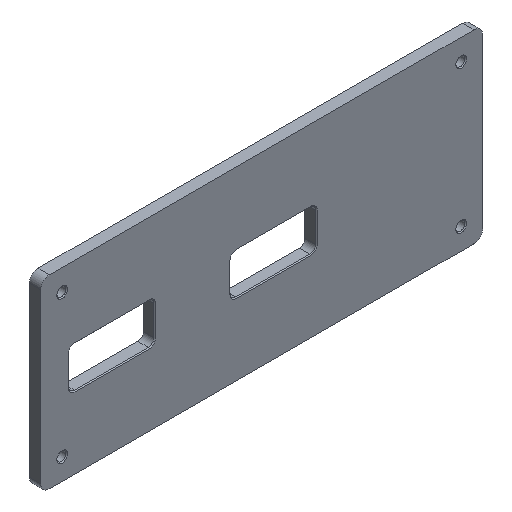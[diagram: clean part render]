
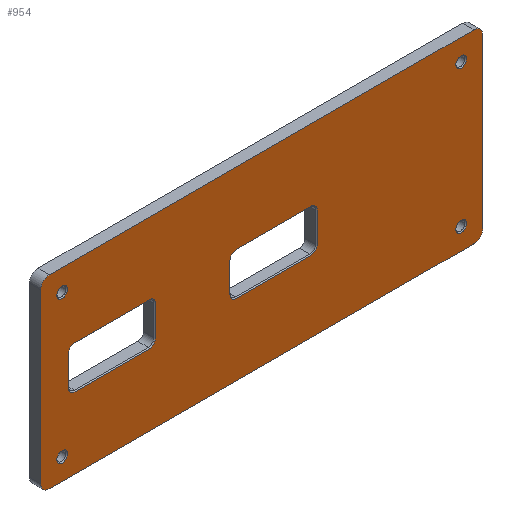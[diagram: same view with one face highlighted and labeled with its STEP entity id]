
A CAD part, isometric view. The second image highlights one B-rep face of the part: STEP entity #954.
In plain terms, the highlighted planar face has unit normal (0, -1, 0).
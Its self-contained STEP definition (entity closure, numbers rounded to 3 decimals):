
#35=FACE_BOUND('',#137,.T.);
#36=FACE_BOUND('',#138,.T.);
#37=FACE_BOUND('',#139,.T.);
#38=FACE_BOUND('',#140,.T.);
#39=FACE_BOUND('',#141,.T.);
#40=FACE_BOUND('',#142,.T.);
#51=PLANE('',#1038);
#78=FACE_OUTER_BOUND('',#136,.T.);
#136=EDGE_LOOP('',(#666,#667,#668,#669,#670,#671,#672,#673));
#137=EDGE_LOOP('',(#674));
#138=EDGE_LOOP('',(#675,#676,#677,#678,#679,#680,#681,#682));
#139=EDGE_LOOP('',(#683));
#140=EDGE_LOOP('',(#684,#685,#686,#687,#688,#689,#690,#691));
#141=EDGE_LOOP('',(#692));
#142=EDGE_LOOP('',(#693));
#210=LINE('',#1476,#294);
#211=LINE('',#1480,#295);
#212=LINE('',#1484,#296);
#213=LINE('',#1487,#297);
#214=LINE('',#1494,#298);
#215=LINE('',#1498,#299);
#216=LINE('',#1502,#300);
#217=LINE('',#1505,#301);
#218=LINE('',#1510,#302);
#219=LINE('',#1514,#303);
#220=LINE('',#1518,#304);
#221=LINE('',#1522,#305);
#294=VECTOR('',#1163,10.);
#295=VECTOR('',#1166,10.);
#296=VECTOR('',#1169,10.);
#297=VECTOR('',#1172,10.);
#298=VECTOR('',#1177,10.);
#299=VECTOR('',#1180,10.);
#300=VECTOR('',#1183,10.);
#301=VECTOR('',#1186,10.);
#302=VECTOR('',#1189,10.);
#303=VECTOR('',#1192,10.);
#304=VECTOR('',#1195,10.);
#305=VECTOR('',#1198,10.);
#377=CIRCLE('',#1035,1.9);
#380=CIRCLE('',#1039,3.);
#381=CIRCLE('',#1040,3.);
#382=CIRCLE('',#1041,3.);
#383=CIRCLE('',#1042,3.);
#384=CIRCLE('',#1043,1.9);
#385=CIRCLE('',#1044,2.3);
#386=CIRCLE('',#1045,2.3);
#387=CIRCLE('',#1046,2.3);
#388=CIRCLE('',#1047,2.3);
#389=CIRCLE('',#1048,1.9);
#390=CIRCLE('',#1049,2.3);
#391=CIRCLE('',#1050,2.3);
#392=CIRCLE('',#1051,2.3);
#393=CIRCLE('',#1052,2.3);
#394=CIRCLE('',#1053,1.9);
#433=VERTEX_POINT('',#1464);
#436=VERTEX_POINT('',#1472);
#437=VERTEX_POINT('',#1473);
#438=VERTEX_POINT('',#1475);
#439=VERTEX_POINT('',#1477);
#440=VERTEX_POINT('',#1479);
#441=VERTEX_POINT('',#1481);
#442=VERTEX_POINT('',#1483);
#443=VERTEX_POINT('',#1485);
#444=VERTEX_POINT('',#1488);
#445=VERTEX_POINT('',#1490);
#446=VERTEX_POINT('',#1491);
#447=VERTEX_POINT('',#1493);
#448=VERTEX_POINT('',#1495);
#449=VERTEX_POINT('',#1497);
#450=VERTEX_POINT('',#1499);
#451=VERTEX_POINT('',#1501);
#452=VERTEX_POINT('',#1503);
#453=VERTEX_POINT('',#1506);
#454=VERTEX_POINT('',#1508);
#455=VERTEX_POINT('',#1509);
#456=VERTEX_POINT('',#1511);
#457=VERTEX_POINT('',#1513);
#458=VERTEX_POINT('',#1515);
#459=VERTEX_POINT('',#1517);
#460=VERTEX_POINT('',#1519);
#461=VERTEX_POINT('',#1521);
#462=VERTEX_POINT('',#1524);
#521=EDGE_CURVE('',#433,#433,#377,.T.);
#525=EDGE_CURVE('',#436,#437,#380,.T.);
#526=EDGE_CURVE('',#438,#436,#210,.T.);
#527=EDGE_CURVE('',#439,#438,#381,.T.);
#528=EDGE_CURVE('',#440,#439,#211,.T.);
#529=EDGE_CURVE('',#441,#440,#382,.T.);
#530=EDGE_CURVE('',#442,#441,#212,.T.);
#531=EDGE_CURVE('',#443,#442,#383,.T.);
#532=EDGE_CURVE('',#437,#443,#213,.T.);
#533=EDGE_CURVE('',#444,#444,#384,.T.);
#534=EDGE_CURVE('',#445,#446,#385,.T.);
#535=EDGE_CURVE('',#447,#445,#214,.T.);
#536=EDGE_CURVE('',#448,#447,#386,.T.);
#537=EDGE_CURVE('',#449,#448,#215,.T.);
#538=EDGE_CURVE('',#450,#449,#387,.T.);
#539=EDGE_CURVE('',#451,#450,#216,.T.);
#540=EDGE_CURVE('',#452,#451,#388,.T.);
#541=EDGE_CURVE('',#446,#452,#217,.T.);
#542=EDGE_CURVE('',#453,#453,#389,.T.);
#543=EDGE_CURVE('',#454,#455,#218,.T.);
#544=EDGE_CURVE('',#456,#454,#390,.T.);
#545=EDGE_CURVE('',#457,#456,#219,.T.);
#546=EDGE_CURVE('',#458,#457,#391,.T.);
#547=EDGE_CURVE('',#459,#458,#220,.T.);
#548=EDGE_CURVE('',#460,#459,#392,.T.);
#549=EDGE_CURVE('',#461,#460,#221,.T.);
#550=EDGE_CURVE('',#455,#461,#393,.T.);
#551=EDGE_CURVE('',#462,#462,#394,.T.);
#666=ORIENTED_EDGE('',*,*,#525,.F.);
#667=ORIENTED_EDGE('',*,*,#526,.F.);
#668=ORIENTED_EDGE('',*,*,#527,.F.);
#669=ORIENTED_EDGE('',*,*,#528,.F.);
#670=ORIENTED_EDGE('',*,*,#529,.F.);
#671=ORIENTED_EDGE('',*,*,#530,.F.);
#672=ORIENTED_EDGE('',*,*,#531,.F.);
#673=ORIENTED_EDGE('',*,*,#532,.F.);
#674=ORIENTED_EDGE('',*,*,#533,.F.);
#675=ORIENTED_EDGE('',*,*,#534,.F.);
#676=ORIENTED_EDGE('',*,*,#535,.F.);
#677=ORIENTED_EDGE('',*,*,#536,.F.);
#678=ORIENTED_EDGE('',*,*,#537,.F.);
#679=ORIENTED_EDGE('',*,*,#538,.F.);
#680=ORIENTED_EDGE('',*,*,#539,.F.);
#681=ORIENTED_EDGE('',*,*,#540,.F.);
#682=ORIENTED_EDGE('',*,*,#541,.F.);
#683=ORIENTED_EDGE('',*,*,#542,.F.);
#684=ORIENTED_EDGE('',*,*,#543,.F.);
#685=ORIENTED_EDGE('',*,*,#544,.F.);
#686=ORIENTED_EDGE('',*,*,#545,.F.);
#687=ORIENTED_EDGE('',*,*,#546,.F.);
#688=ORIENTED_EDGE('',*,*,#547,.F.);
#689=ORIENTED_EDGE('',*,*,#548,.F.);
#690=ORIENTED_EDGE('',*,*,#549,.F.);
#691=ORIENTED_EDGE('',*,*,#550,.F.);
#692=ORIENTED_EDGE('',*,*,#551,.F.);
#693=ORIENTED_EDGE('',*,*,#521,.F.);
#954=ADVANCED_FACE('',(#78,#35,#36,#37,#38,#39,#40),#51,.F.);
#1035=AXIS2_PLACEMENT_3D('',#1465,#1152,#1153);
#1038=AXIS2_PLACEMENT_3D('',#1471,#1159,#1160);
#1039=AXIS2_PLACEMENT_3D('',#1474,#1161,#1162);
#1040=AXIS2_PLACEMENT_3D('',#1478,#1164,#1165);
#1041=AXIS2_PLACEMENT_3D('',#1482,#1167,#1168);
#1042=AXIS2_PLACEMENT_3D('',#1486,#1170,#1171);
#1043=AXIS2_PLACEMENT_3D('',#1489,#1173,#1174);
#1044=AXIS2_PLACEMENT_3D('',#1492,#1175,#1176);
#1045=AXIS2_PLACEMENT_3D('',#1496,#1178,#1179);
#1046=AXIS2_PLACEMENT_3D('',#1500,#1181,#1182);
#1047=AXIS2_PLACEMENT_3D('',#1504,#1184,#1185);
#1048=AXIS2_PLACEMENT_3D('',#1507,#1187,#1188);
#1049=AXIS2_PLACEMENT_3D('',#1512,#1190,#1191);
#1050=AXIS2_PLACEMENT_3D('',#1516,#1193,#1194);
#1051=AXIS2_PLACEMENT_3D('',#1520,#1196,#1197);
#1052=AXIS2_PLACEMENT_3D('',#1523,#1199,#1200);
#1053=AXIS2_PLACEMENT_3D('',#1525,#1201,#1202);
#1152=DIRECTION('center_axis',(0.,-1.,0.));
#1153=DIRECTION('ref_axis',(-1.,0.,0.));
#1159=DIRECTION('center_axis',(0.,1.,0.));
#1160=DIRECTION('ref_axis',(0.,0.,1.));
#1161=DIRECTION('center_axis',(0.,1.,0.));
#1162=DIRECTION('ref_axis',(0.707,0.,-0.707));
#1163=DIRECTION('',(0.,0.,-1.));
#1164=DIRECTION('center_axis',(0.,1.,0.));
#1165=DIRECTION('ref_axis',(0.707,0.,0.707));
#1166=DIRECTION('',(1.,0.,0.));
#1167=DIRECTION('center_axis',(0.,1.,0.));
#1168=DIRECTION('ref_axis',(-0.707,0.,0.707));
#1169=DIRECTION('',(0.,0.,1.));
#1170=DIRECTION('center_axis',(0.,1.,0.));
#1171=DIRECTION('ref_axis',(-0.707,0.,-0.707));
#1172=DIRECTION('',(-1.,0.,0.));
#1173=DIRECTION('center_axis',(0.,-1.,0.));
#1174=DIRECTION('ref_axis',(-1.,0.,0.));
#1175=DIRECTION('center_axis',(0.,-1.,0.));
#1176=DIRECTION('ref_axis',(-0.707,0.,-0.707));
#1177=DIRECTION('',(0.,0.,-1.));
#1178=DIRECTION('center_axis',(0.,-1.,0.));
#1179=DIRECTION('ref_axis',(-0.707,0.,0.707));
#1180=DIRECTION('',(-1.,0.,0.));
#1181=DIRECTION('center_axis',(0.,-1.,0.));
#1182=DIRECTION('ref_axis',(0.707,0.,0.707));
#1183=DIRECTION('',(0.,0.,1.));
#1184=DIRECTION('center_axis',(0.,-1.,0.));
#1185=DIRECTION('ref_axis',(0.707,0.,-0.707));
#1186=DIRECTION('',(1.,0.,0.));
#1187=DIRECTION('center_axis',(0.,-1.,0.));
#1188=DIRECTION('ref_axis',(-1.,0.,0.));
#1189=DIRECTION('',(0.,0.,-1.));
#1190=DIRECTION('center_axis',(0.,-1.,0.));
#1191=DIRECTION('ref_axis',(-0.707,0.,0.707));
#1192=DIRECTION('',(-1.,0.,0.));
#1193=DIRECTION('center_axis',(0.,-1.,0.));
#1194=DIRECTION('ref_axis',(0.707,0.,0.707));
#1195=DIRECTION('',(0.,0.,1.));
#1196=DIRECTION('center_axis',(0.,-1.,0.));
#1197=DIRECTION('ref_axis',(0.707,0.,-0.707));
#1198=DIRECTION('',(1.,0.,0.));
#1199=DIRECTION('center_axis',(0.,-1.,0.));
#1200=DIRECTION('ref_axis',(-0.707,0.,-0.707));
#1201=DIRECTION('center_axis',(0.,-1.,0.));
#1202=DIRECTION('ref_axis',(-1.,0.,0.));
#1464=CARTESIAN_POINT('',(149.4,0.,-57.5));
#1465=CARTESIAN_POINT('Origin',(147.5,0.,-57.5));
#1471=CARTESIAN_POINT('Origin',(77.5,0.,-32.5));
#1472=CARTESIAN_POINT('',(155.,0.,-62.));
#1473=CARTESIAN_POINT('',(152.,0.,-65.));
#1474=CARTESIAN_POINT('Origin',(152.,0.,-62.));
#1475=CARTESIAN_POINT('',(155.,0.,-3.));
#1476=CARTESIAN_POINT('',(155.,0.,0.));
#1477=CARTESIAN_POINT('',(152.,0.,0.));
#1478=CARTESIAN_POINT('Origin',(152.,0.,-3.));
#1479=CARTESIAN_POINT('',(3.,0.,0.));
#1480=CARTESIAN_POINT('',(0.,0.,0.));
#1481=CARTESIAN_POINT('',(0.,0.,-3.));
#1482=CARTESIAN_POINT('Origin',(3.,0.,-3.));
#1483=CARTESIAN_POINT('',(0.,0.,-62.));
#1484=CARTESIAN_POINT('',(0.,0.,-65.));
#1485=CARTESIAN_POINT('',(3.,0.,-65.));
#1486=CARTESIAN_POINT('Origin',(3.,0.,-62.));
#1487=CARTESIAN_POINT('',(155.,0.,-65.));
#1488=CARTESIAN_POINT('',(149.4,0.,-7.5));
#1489=CARTESIAN_POINT('Origin',(147.5,0.,-7.5));
#1490=CARTESIAN_POINT('',(66.35,0.,-37.675));
#1491=CARTESIAN_POINT('',(68.65,0.,-39.975));
#1492=CARTESIAN_POINT('Origin',(68.65,0.,-37.675));
#1493=CARTESIAN_POINT('',(66.35,0.,-27.325));
#1494=CARTESIAN_POINT('',(66.35,0.,-28.913));
#1495=CARTESIAN_POINT('',(68.65,0.,-25.025));
#1496=CARTESIAN_POINT('Origin',(68.65,0.,-27.325));
#1497=CARTESIAN_POINT('',(94.65,0.,-25.025));
#1498=CARTESIAN_POINT('',(87.075,0.,-25.025));
#1499=CARTESIAN_POINT('',(96.95,0.,-27.325));
#1500=CARTESIAN_POINT('Origin',(94.65,0.,-27.325));
#1501=CARTESIAN_POINT('',(96.95,0.,-37.675));
#1502=CARTESIAN_POINT('',(96.95,0.,-36.088));
#1503=CARTESIAN_POINT('',(94.65,0.,-39.975));
#1504=CARTESIAN_POINT('Origin',(94.65,0.,-37.675));
#1505=CARTESIAN_POINT('',(72.075,0.,-39.975));
#1506=CARTESIAN_POINT('',(9.4,0.,-7.5));
#1507=CARTESIAN_POINT('Origin',(7.5,0.,-7.5));
#1508=CARTESIAN_POINT('',(9.7,0.,-27.325));
#1509=CARTESIAN_POINT('',(9.7,0.,-37.675));
#1510=CARTESIAN_POINT('',(9.7,0.,-28.913));
#1511=CARTESIAN_POINT('',(12.,0.,-25.025));
#1512=CARTESIAN_POINT('Origin',(12.,0.,-27.325));
#1513=CARTESIAN_POINT('',(38.,0.,-25.025));
#1514=CARTESIAN_POINT('',(58.75,0.,-25.025));
#1515=CARTESIAN_POINT('',(40.3,0.,-27.325));
#1516=CARTESIAN_POINT('Origin',(38.,0.,-27.325));
#1517=CARTESIAN_POINT('',(40.3,0.,-37.675));
#1518=CARTESIAN_POINT('',(40.3,0.,-36.088));
#1519=CARTESIAN_POINT('',(38.,0.,-39.975));
#1520=CARTESIAN_POINT('Origin',(38.,0.,-37.675));
#1521=CARTESIAN_POINT('',(12.,0.,-39.975));
#1522=CARTESIAN_POINT('',(43.75,0.,-39.975));
#1523=CARTESIAN_POINT('Origin',(12.,0.,-37.675));
#1524=CARTESIAN_POINT('',(9.4,0.,-57.5));
#1525=CARTESIAN_POINT('Origin',(7.5,0.,-57.5));
